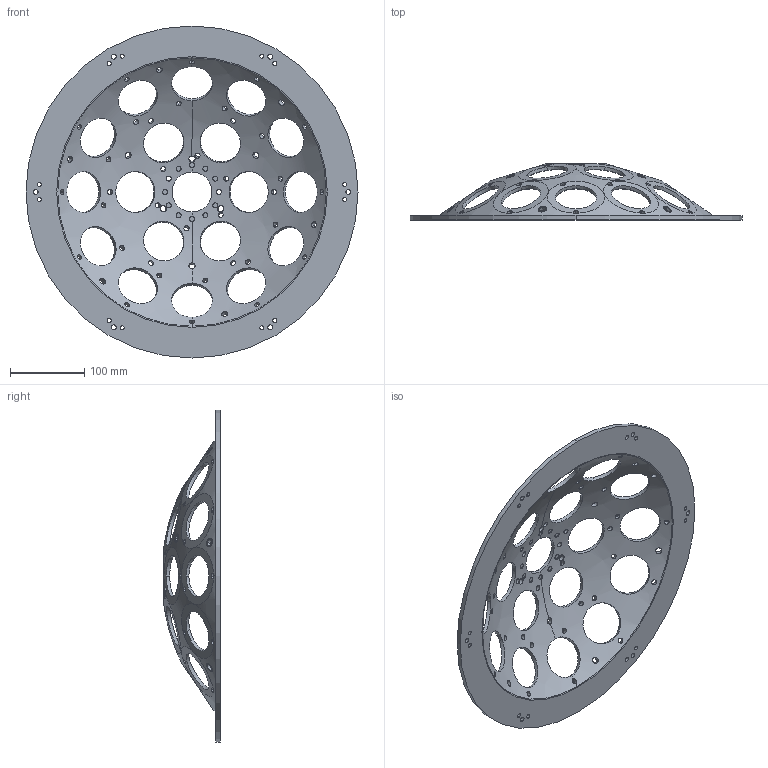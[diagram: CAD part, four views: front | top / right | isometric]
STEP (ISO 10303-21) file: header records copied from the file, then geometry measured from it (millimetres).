
FILE_DESCRIPTION (( 'STEP AP203' ), '1' );
FILE_NAME ('Matrix Improved_4.11.STEP', '2023-09-14T16:39:13', ( '' ), ( '' ), 'SwSTEP 2.0', 'SolidWorks 2022', '' );
FILE_SCHEMA (( 'CONFIG_CONTROL_DESIGN' ));
Length unit declared in the file: millimetre
Products named in the file (1): Matrix Improved_4.11
Bounding box: 446 x 75.94 x 446 mm (x, y, z)
Volume: 721410.6 mm3; surface area: 282610.4 mm2
Topology: 1 solids, 1 shells, 473 faces, 1389 edges, 918 vertices
Faces by surface type: cylinder 220, plane 164, bspline 81, torus 4, sphere 4
Entity records: 20966 total; most frequent: CARTESIAN_POINT 8439, ORIENTED_EDGE 2778, DIRECTION 2277, EDGE_CURVE 1389, VERTEX_POINT 918, AXIS2_PLACEMENT_3D 822, EDGE_LOOP 647, VECTOR 633
